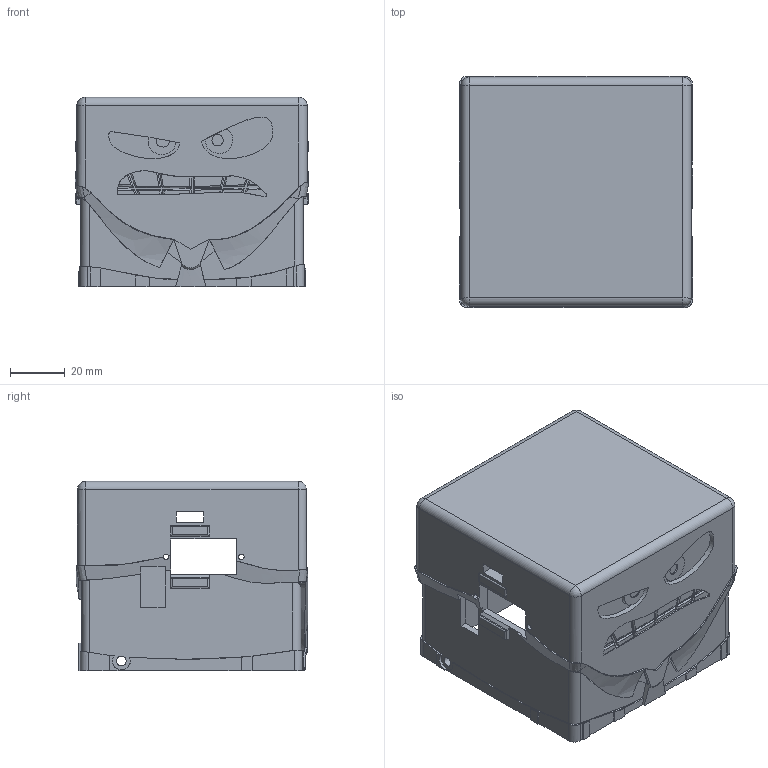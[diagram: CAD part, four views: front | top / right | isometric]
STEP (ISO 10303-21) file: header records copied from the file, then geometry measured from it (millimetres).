
FILE_DESCRIPTION(/* description */ ('Unknown'),/* implementation_level */ '2;1');
FILE_NAME(/* name */ 'body',/* time_stamp */ '2016-03-16T00:36:38+01:00',/* author */ ('Unknown'),/* organization */ ('Unknown'),/* preprocessor_version */ 'ST-DEVELOPER v16',/* originating_system */ 'DEX',/* authorisation */ $);
FILE_SCHEMA (('AUTOMOTIVE_DESIGN {1 0 10303 214 3 1 1}'));
Length unit declared in the file: millimetre
Products named in the file (1): body
Bounding box: 85 x 84.47 x 69 mm (x, y, z)
Volume: 79730.1 mm3; surface area: 55859 mm2
Topology: 1 solids, 1 shells, 294 faces, 835 edges, 541 vertices
Faces by surface type: plane 134, bspline 83, cylinder 69, torus 4, sphere 4
Full cylindrical faces by diameter (mm): 2 x4, 3.5 x2, 4.089 x1
Entity records: 14055 total; most frequent: CARTESIAN_POINT 7273, ORIENTED_EDGE 1640, DIRECTION 994, EDGE_CURVE 820, VERTEX_POINT 537, LINE 424, VECTOR 424, EDGE_LOOP 325
